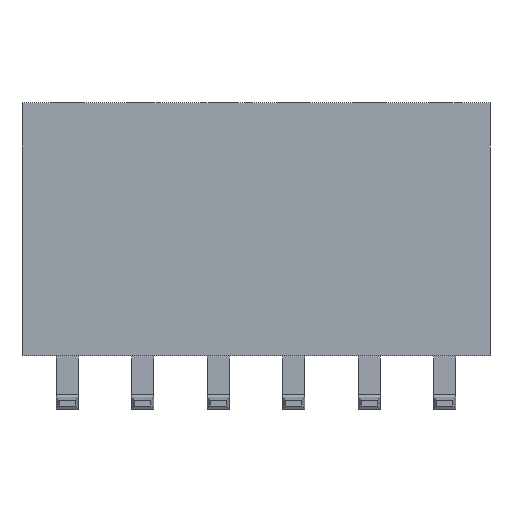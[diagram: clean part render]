
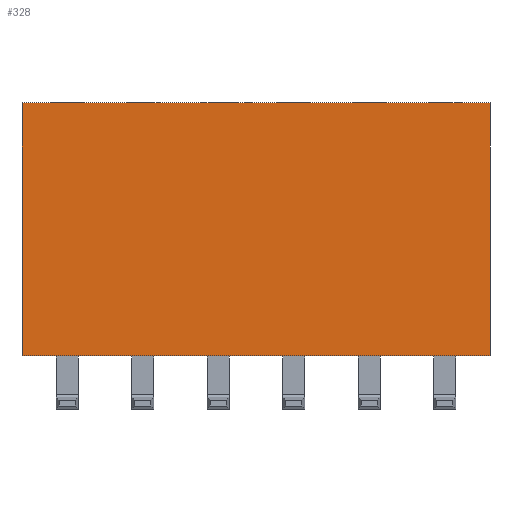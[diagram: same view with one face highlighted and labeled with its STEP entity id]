
A CAD part, front view. The second image highlights one B-rep face of the part: STEP entity #328.
In plain terms, the highlighted planar face has unit normal (0, -1, 0).
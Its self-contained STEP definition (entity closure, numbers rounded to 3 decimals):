
#328 = ADVANCED_FACE( '', ( #663 ), #664, .T. );
#663 = FACE_OUTER_BOUND( '', #1029, .T. );
#664 = PLANE( '', #1030 );
#1029 = EDGE_LOOP( '', ( #1705, #1706, #1707, #1708 ) );
#1030 = AXIS2_PLACEMENT_3D( '', #1709, #1710, #1711 );
#1705 = ORIENTED_EDGE( '', *, *, #2469, .T. );
#1706 = ORIENTED_EDGE( '', *, *, #2483, .T. );
#1707 = ORIENTED_EDGE( '', *, *, #2546, .T. );
#1708 = ORIENTED_EDGE( '', *, *, #2547, .T. );
#1709 = CARTESIAN_POINT( '', ( 0., -1.25, 0. ) );
#1710 = DIRECTION( '', ( 0., -1., 0. ) );
#1711 = DIRECTION( '', ( 0., 0., -1. ) );
#2469 = EDGE_CURVE( '', #3010, #3008, #3011, .T. );
#2483 = EDGE_CURVE( '', #3008, #3029, #3031, .T. );
#2546 = EDGE_CURVE( '', #3029, #3124, #3125, .T. );
#2547 = EDGE_CURVE( '', #3124, #3010, #3126, .T. );
#3008 = VERTEX_POINT( '', #3759 );
#3010 = VERTEX_POINT( '', #3762 );
#3011 = LINE( '', #3763, #3764 );
#3029 = VERTEX_POINT( '', #3791 );
#3031 = LINE( '', #3794, #3795 );
#3124 = VERTEX_POINT( '', #3944 );
#3125 = LINE( '', #3945, #3946 );
#3126 = LINE( '', #3947, #3948 );
#3759 = CARTESIAN_POINT( '', ( -7.87, -1.25, 4.25 ) );
#3762 = CARTESIAN_POINT( '', ( 7.87, -1.25, 4.25 ) );
#3763 = CARTESIAN_POINT( '', ( 7.87, -1.25, 4.25 ) );
#3764 = VECTOR( '', #4364, 1000. );
#3791 = CARTESIAN_POINT( '', ( -7.87, -1.25, -4.25 ) );
#3794 = CARTESIAN_POINT( '', ( -7.87, -1.25, 4.25 ) );
#3795 = VECTOR( '', #4375, 1000. );
#3944 = CARTESIAN_POINT( '', ( 7.87, -1.25, -4.25 ) );
#3945 = CARTESIAN_POINT( '', ( -7.87, -1.25, -4.25 ) );
#3946 = VECTOR( '', #4422, 1000. );
#3947 = CARTESIAN_POINT( '', ( 7.87, -1.25, -4.25 ) );
#3948 = VECTOR( '', #4423, 1000. );
#4364 = DIRECTION( '', ( -1., 0., 0. ) );
#4375 = DIRECTION( '', ( 0., 0., -1. ) );
#4422 = DIRECTION( '', ( 1., 0., 0. ) );
#4423 = DIRECTION( '', ( 0., 0., 1. ) );
